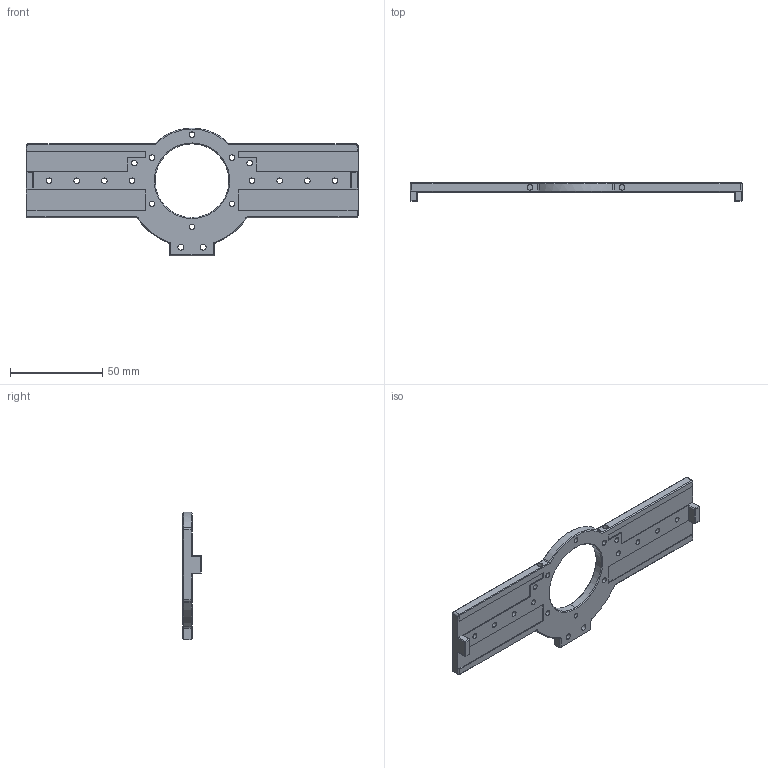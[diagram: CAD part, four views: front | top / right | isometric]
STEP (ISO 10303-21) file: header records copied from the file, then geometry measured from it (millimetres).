
FILE_DESCRIPTION (( 'STEP AP214' ), '1' );
FILE_NAME ('JXS-07-05.STEP', '2026-02-25T02:31:39', ( '1' ), ( '' ), 'SwSTEP 2.0', 'SolidWorks 2025', '' );
FILE_SCHEMA (( 'AUTOMOTIVE_DESIGN' ));
Length unit declared in the file: millimetre
Products named in the file (1): JXS-07-05
Bounding box: 180 x 10 x 69.22 mm (x, y, z)
Volume: 33102.9 mm3; surface area: 17810.9 mm2
Topology: 1 solids, 1 shells, 179 faces, 445 edges, 262 vertices
Faces by surface type: cylinder 73, plane 67, cone 31, sphere 8
Entity records: 5300 total; most frequent: DIRECTION 967, CARTESIAN_POINT 891, ORIENTED_EDGE 874, EDGE_CURVE 437, AXIS2_PLACEMENT_3D 354, VERTEX_POINT 262, VECTOR 259, LINE 259
